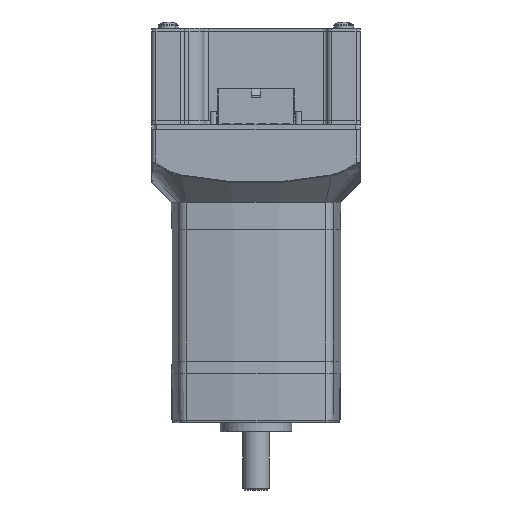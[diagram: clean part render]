
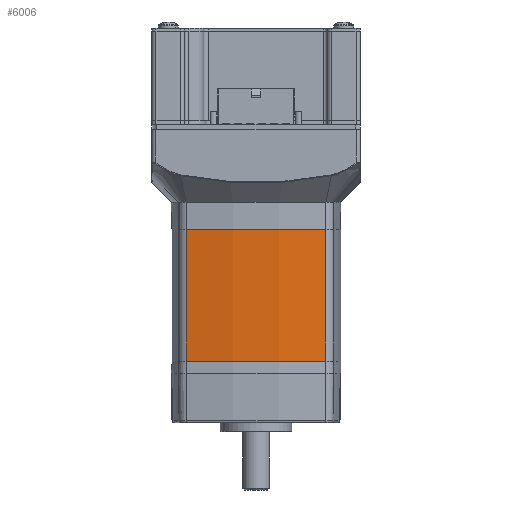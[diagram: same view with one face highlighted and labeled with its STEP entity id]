
A CAD part, front view. The second image highlights one B-rep face of the part: STEP entity #6006.
In plain terms, the highlighted cylindrical face has radius 123.096 mm (diameter 246.192 mm), a partial arc.
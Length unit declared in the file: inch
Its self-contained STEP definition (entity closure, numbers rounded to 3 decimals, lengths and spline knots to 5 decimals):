
#2325 = VERTEX_POINT ( 'NONE', #6679 ) ;
#4151 = DIRECTION ( 'NONE',  ( 0., 0., 1. ) ) ;
#5090 = CIRCLE ( 'NONE', #31780, 4.8463 ) ;
#6006 = ADVANCED_FACE ( 'NONE', ( #41648 ), #23041, .T. ) ;
#6679 = CARTESIAN_POINT ( 'NONE',  ( -0.97836, -1.08722, 1.84 ) ) ;
#7336 = CIRCLE ( 'NONE', #22940, 4.8463 ) ;
#7471 = CARTESIAN_POINT ( 'NONE',  ( -0.97836, -1.08722, -3.35734 ) ) ;
#9236 = ORIENTED_EDGE ( 'NONE', *, *, #29436, .F. ) ;
#12159 = CARTESIAN_POINT ( 'NONE',  ( 0., 3.6593, 0. ) ) ;
#13047 = EDGE_CURVE ( 'NONE', #2325, #20202, #7336, .T. ) ;
#13253 = CARTESIAN_POINT ( 'NONE',  ( 0.97836, -1.08722, 0. ) ) ;
#15315 = AXIS2_PLACEMENT_3D ( 'NONE', #23881, #41309, #44843 ) ;
#15661 = DIRECTION ( 'NONE',  ( 1., 0., 0. ) ) ;
#16774 = DIRECTION ( 'NONE',  ( 0., 0., 1. ) ) ;
#17701 = DIRECTION ( 'NONE',  ( 0., 0., 1. ) ) ;
#19794 = EDGE_CURVE ( 'NONE', #22155, #20202, #33226, .T. ) ;
#20202 = VERTEX_POINT ( 'NONE', #40050 ) ;
#21410 = EDGE_LOOP ( 'NONE', ( #9236, #44769, #26715, #45167 ) ) ;
#22155 = VERTEX_POINT ( 'NONE', #13253 ) ;
#22940 = AXIS2_PLACEMENT_3D ( 'NONE', #25042, #4151, #28555 ) ;
#23041 = CYLINDRICAL_SURFACE ( 'NONE', #15315, 4.8463 ) ;
#23881 = CARTESIAN_POINT ( 'NONE',  ( 0., 3.6593, -3.35734 ) ) ;
#25042 = CARTESIAN_POINT ( 'NONE',  ( 0., 3.6593, 1.84 ) ) ;
#26715 = ORIENTED_EDGE ( 'NONE', *, *, #13047, .F. ) ;
#27496 = CARTESIAN_POINT ( 'NONE',  ( 0.97836, -1.08722, -3.35734 ) ) ;
#28555 = DIRECTION ( 'NONE',  ( 1., 0., 0. ) ) ;
#29436 = EDGE_CURVE ( 'NONE', #22155, #43573, #5090, .T. ) ;
#31780 = AXIS2_PLACEMENT_3D ( 'NONE', #12159, #36620, #15661 ) ;
#32791 = EDGE_CURVE ( 'NONE', #43573, #2325, #36220, .T. ) ;
#33226 = LINE ( 'NONE', #27496, #41421 ) ;
#36220 = LINE ( 'NONE', #7471, #44400 ) ;
#36620 = DIRECTION ( 'NONE',  ( 0., 0., -1. ) ) ;
#40050 = CARTESIAN_POINT ( 'NONE',  ( 0.97836, -1.08722, 1.84 ) ) ;
#41309 = DIRECTION ( 'NONE',  ( 0., 0., 1. ) ) ;
#41421 = VECTOR ( 'NONE', #16774, 39.37008 ) ;
#41631 = CARTESIAN_POINT ( 'NONE',  ( -0.97836, -1.08722, 0. ) ) ;
#41648 = FACE_OUTER_BOUND ( 'NONE', #21410, .T. ) ;
#43573 = VERTEX_POINT ( 'NONE', #41631 ) ;
#44400 = VECTOR ( 'NONE', #17701, 39.37008 ) ;
#44769 = ORIENTED_EDGE ( 'NONE', *, *, #19794, .T. ) ;
#44843 = DIRECTION ( 'NONE',  ( 1., 0., 0. ) ) ;
#45167 = ORIENTED_EDGE ( 'NONE', *, *, #32791, .F. ) ;
